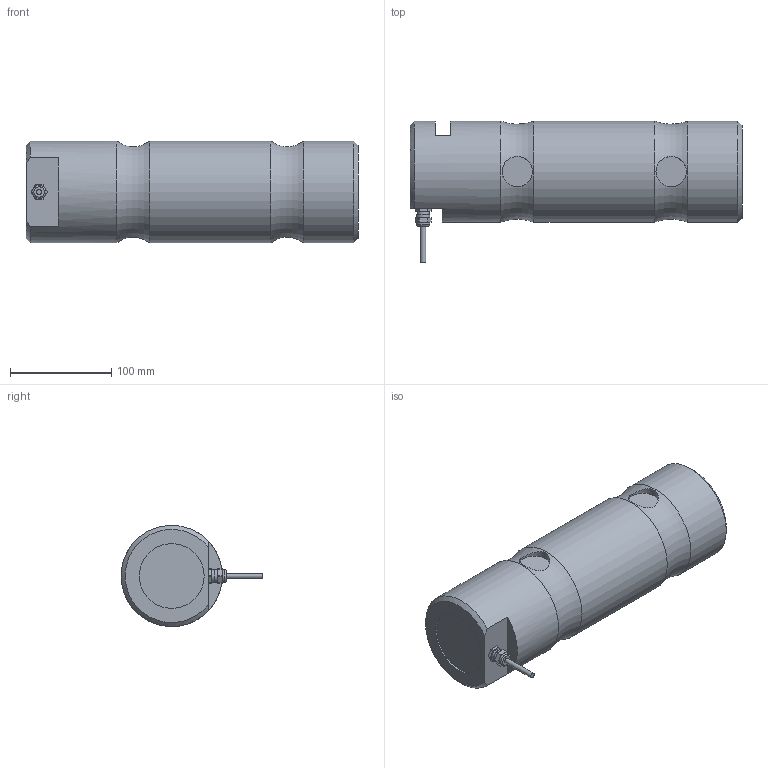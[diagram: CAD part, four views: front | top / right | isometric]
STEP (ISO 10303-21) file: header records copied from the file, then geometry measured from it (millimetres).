
FILE_DESCRIPTION(/* description */ (''),/* implementation_level */ '2;1');
FILE_NAME(/* name */ '535TS-70t v1.step',/* time_stamp */ '2020-01-21T14:53:23-08:00',/* author */ (''),/* organization */ (''),/* preprocessor_version */ 'ST-DEVELOPER v18',/* originating_system */ 'Autodesk Translation Framework v8.12.0.6',/* authorisation */ '');
FILE_SCHEMA (('AUTOMOTIVE_DESIGN { 1 0 10303 214 3 1 1 }'));
Length unit declared in the file: millimetre
Products named in the file (1): 535TS-70t
Bounding box: 328 x 140.08 x 100 mm (x, y, z)
Volume: 2485235 mm3; surface area: 121556.7 mm2
Topology: 1 solids, 1 shells, 61 faces, 165 edges, 116 vertices
Faces by surface type: plane 30, cylinder 25, torus 3, cone 3
Full cylindrical faces by diameter (mm): 4 x1, 5.1 x1, 12 x1, 13 x2, 30 x4, 64 x1, 100 x3
Entity records: 2162 total; most frequent: CARTESIAN_POINT 518, DIRECTION 357, ORIENTED_EDGE 328, EDGE_CURVE 164, AXIS2_PLACEMENT_3D 143, VERTEX_POINT 116, CIRCLE 81, EDGE_LOOP 72
